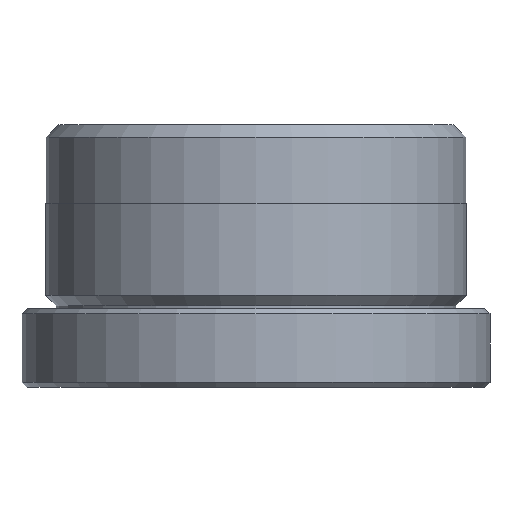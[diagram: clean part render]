
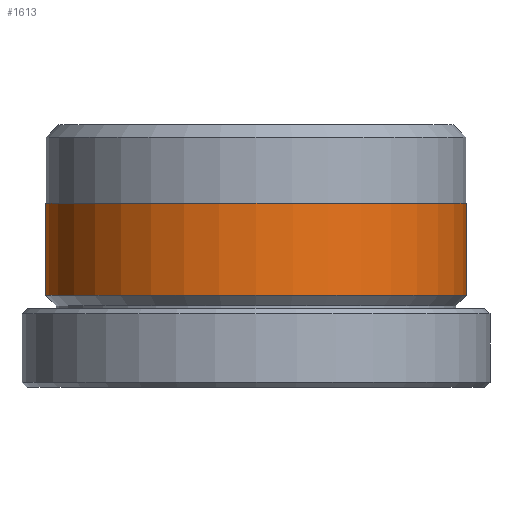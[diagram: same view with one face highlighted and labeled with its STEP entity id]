
A CAD part, front view. The second image highlights one B-rep face of the part: STEP entity #1613.
In plain terms, the highlighted cylindrical face has radius 8 mm (diameter 16 mm), a partial arc.
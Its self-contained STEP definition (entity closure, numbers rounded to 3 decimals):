
#58 = EDGE_CURVE ( 'NONE', #495, #2056, #482, .T. ) ;
#174 = VECTOR ( 'NONE', #1703, 1000. ) ;
#248 = EDGE_CURVE ( 'NONE', #1986, #1355, #330, .T. ) ;
#250 = DIRECTION ( 'NONE',  ( 0., 0., -1. ) ) ;
#330 = CIRCLE ( 'NONE', #2155, 8. ) ;
#421 = DIRECTION ( 'NONE',  ( -1., 0., 0. ) ) ;
#434 = CARTESIAN_POINT ( 'NONE',  ( 0., 0., 10. ) ) ;
#482 = CIRCLE ( 'NONE', #730, 8. ) ;
#495 = VERTEX_POINT ( 'NONE', #1520 ) ;
#497 = CARTESIAN_POINT ( 'NONE',  ( 8., 0., 10. ) ) ;
#543 = EDGE_CURVE ( 'NONE', #2056, #1986, #1297, .T. ) ;
#619 = LINE ( 'NONE', #1696, #174 ) ;
#717 = ORIENTED_EDGE ( 'NONE', *, *, #1475, .T. ) ;
#730 = AXIS2_PLACEMENT_3D ( 'NONE', #1501, #1331, #1423 ) ;
#782 = VECTOR ( 'NONE', #1532, 1000. ) ;
#854 = CARTESIAN_POINT ( 'NONE',  ( -8., 0., 3.5 ) ) ;
#932 = DIRECTION ( 'NONE',  ( 0., 0., -1. ) ) ;
#1256 = FACE_OUTER_BOUND ( 'NONE', #1683, .T. ) ;
#1285 = DIRECTION ( 'NONE',  ( -1., 0., 0. ) ) ;
#1297 = LINE ( 'NONE', #497, #782 ) ;
#1331 = DIRECTION ( 'NONE',  ( 0., 0., 1. ) ) ;
#1355 = VERTEX_POINT ( 'NONE', #854 ) ;
#1423 = DIRECTION ( 'NONE',  ( 1., 0., 0. ) ) ;
#1475 = EDGE_CURVE ( 'NONE', #495, #1355, #619, .T. ) ;
#1494 = CARTESIAN_POINT ( 'NONE',  ( 8., 0., 7. ) ) ;
#1501 = CARTESIAN_POINT ( 'NONE',  ( 0., 0., 7. ) ) ;
#1520 = CARTESIAN_POINT ( 'NONE',  ( -8., 0., 7. ) ) ;
#1532 = DIRECTION ( 'NONE',  ( 0., 0., -1. ) ) ;
#1543 = ORIENTED_EDGE ( 'NONE', *, *, #58, .F. ) ;
#1613 = ADVANCED_FACE ( 'NONE', ( #1256 ), #1664, .T. ) ;
#1654 = CARTESIAN_POINT ( 'NONE',  ( 0., 0., 3.5 ) ) ;
#1664 = CYLINDRICAL_SURFACE ( 'NONE', #1879, 8. ) ;
#1683 = EDGE_LOOP ( 'NONE', ( #1881, #1543, #717, #2136 ) ) ;
#1696 = CARTESIAN_POINT ( 'NONE',  ( -8., 0., 10. ) ) ;
#1703 = DIRECTION ( 'NONE',  ( 0., 0., -1. ) ) ;
#1879 = AXIS2_PLACEMENT_3D ( 'NONE', #434, #250, #421 ) ;
#1881 = ORIENTED_EDGE ( 'NONE', *, *, #543, .F. ) ;
#1986 = VERTEX_POINT ( 'NONE', #2126 ) ;
#2056 = VERTEX_POINT ( 'NONE', #1494 ) ;
#2126 = CARTESIAN_POINT ( 'NONE',  ( 8., 0., 3.5 ) ) ;
#2136 = ORIENTED_EDGE ( 'NONE', *, *, #248, .F. ) ;
#2155 = AXIS2_PLACEMENT_3D ( 'NONE', #1654, #932, #1285 ) ;
